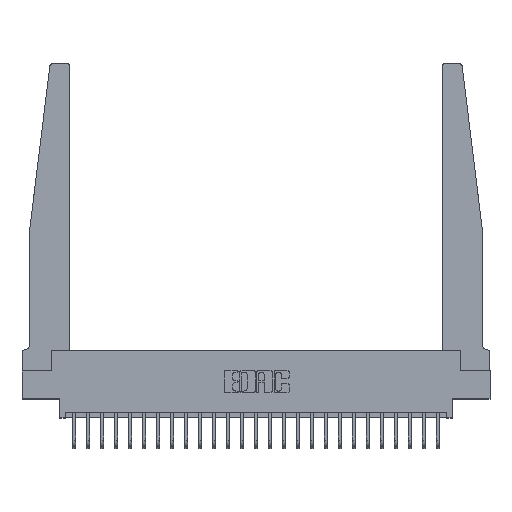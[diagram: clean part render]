
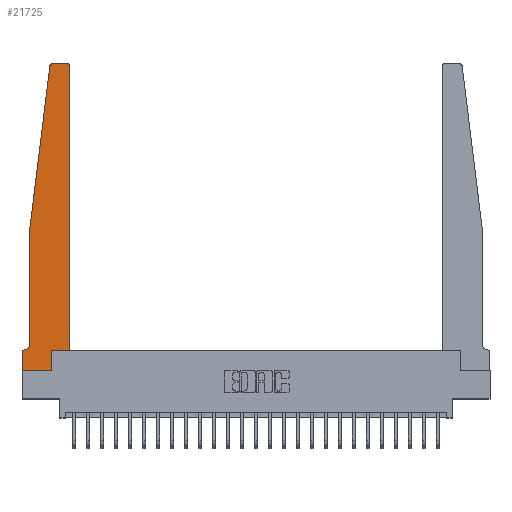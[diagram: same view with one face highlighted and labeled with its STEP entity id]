
A CAD part, top view. The second image highlights one B-rep face of the part: STEP entity #21725.
In plain terms, the highlighted planar face has unit normal (0, 0, 1).
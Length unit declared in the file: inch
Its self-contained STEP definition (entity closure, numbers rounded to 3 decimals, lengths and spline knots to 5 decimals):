
#243 = ORIENTED_EDGE ( 'NONE', *, *, #18017, .T. ) ;
#368 = ORIENTED_EDGE ( 'NONE', *, *, #22004, .T. ) ;
#451 = DIRECTION ( 'NONE',  ( 1., 0., 0. ) ) ;
#527 = VERTEX_POINT ( 'NONE', #13367 ) ;
#554 = DIRECTION ( 'NONE',  ( 0., 0., 1. ) ) ;
#739 = AXIS2_PLACEMENT_3D ( 'NONE', #7087, #6912, #4847 ) ;
#1341 = ORIENTED_EDGE ( 'NONE', *, *, #10457, .T. ) ;
#1484 = CARTESIAN_POINT ( 'NONE',  ( 0., 0.1875, 0.37 ) ) ;
#1651 = DIRECTION ( 'NONE',  ( 1., 0., 0. ) ) ;
#2156 = CARTESIAN_POINT ( 'NONE',  ( 0., 0.1875, 0.37 ) ) ;
#2269 = AXIS2_PLACEMENT_3D ( 'NONE', #1484, #7737, #1651 ) ;
#2611 = CIRCLE ( 'NONE', #4117, 0.05 ) ;
#2666 = LINE ( 'NONE', #12260, #6161 ) ;
#3476 = ORIENTED_EDGE ( 'NONE', *, *, #12428, .T. ) ;
#3553 = PLANE ( 'NONE',  #2269 ) ;
#3991 = DIRECTION ( 'NONE',  ( 0., -1., 0. ) ) ;
#4053 = EDGE_LOOP ( 'NONE', ( #20003, #1341, #13327, #22790, #243, #8693, #26008, #5971, #22321, #6674, #3476, #368 ) ) ;
#4117 = AXIS2_PLACEMENT_3D ( 'NONE', #5607, #7656, #11847 ) ;
#4479 = EDGE_CURVE ( 'NONE', #25077, #527, #19715, .T. ) ;
#4754 = EDGE_CURVE ( 'NONE', #22845, #25077, #7033, .T. ) ;
#4783 = DIRECTION ( 'NONE',  ( 0., -1., 0. ) ) ;
#4847 = DIRECTION ( 'NONE',  ( 1., 0., 0. ) ) ;
#5474 = CARTESIAN_POINT ( 'NONE',  ( 0.065, 1.25, 0.37 ) ) ;
#5607 = CARTESIAN_POINT ( 'NONE',  ( 0.015, 0.2375, 0.37 ) ) ;
#5971 = ORIENTED_EDGE ( 'NONE', *, *, #4754, .T. ) ;
#5980 = DIRECTION ( 'NONE',  ( 1., 0., 0. ) ) ;
#6161 = VECTOR ( 'NONE', #14274, 39.37008 ) ;
#6674 = ORIENTED_EDGE ( 'NONE', *, *, #14276, .T. ) ;
#6828 = VECTOR ( 'NONE', #20761, 39.37008 ) ;
#6912 = DIRECTION ( 'NONE',  ( 0., 0., 1. ) ) ;
#7033 = LINE ( 'NONE', #22800, #11848 ) ;
#7087 = CARTESIAN_POINT ( 'NONE',  ( 0.395, 2.72, 0.37 ) ) ;
#7105 = CARTESIAN_POINT ( 'NONE',  ( 0.015, 0.1875, 0.37 ) ) ;
#7297 = CARTESIAN_POINT ( 'NONE',  ( 0.065, 1.25, 0.37 ) ) ;
#7343 = VERTEX_POINT ( 'NONE', #10033 ) ;
#7656 = DIRECTION ( 'NONE',  ( 0., 0., -1. ) ) ;
#7716 = LINE ( 'NONE', #7998, #23902 ) ;
#7737 = DIRECTION ( 'NONE',  ( 0., 0., 1. ) ) ;
#7998 = CARTESIAN_POINT ( 'NONE',  ( 0.065, 1.25, 0.37 ) ) ;
#8475 = VERTEX_POINT ( 'NONE', #24834 ) ;
#8487 = CARTESIAN_POINT ( 'NONE',  ( 0.065, 0.1875, 0.37 ) ) ;
#8693 = ORIENTED_EDGE ( 'NONE', *, *, #8897, .T. ) ;
#8897 = EDGE_CURVE ( 'NONE', #12068, #24128, #15198, .T. ) ;
#9064 = CARTESIAN_POINT ( 'NONE',  ( 0.395, 2.75, 0.37 ) ) ;
#10033 = CARTESIAN_POINT ( 'NONE',  ( 0.27653, 2.75, 0.37 ) ) ;
#10457 = EDGE_CURVE ( 'NONE', #7343, #20402, #15796, .T. ) ;
#10983 = VECTOR ( 'NONE', #4783, 39.37008 ) ;
#11813 = VERTEX_POINT ( 'NONE', #9064 ) ;
#11847 = DIRECTION ( 'NONE',  ( -1., 0., 0. ) ) ;
#11848 = VECTOR ( 'NONE', #451, 39.37008 ) ;
#12009 = EDGE_CURVE ( 'NONE', #24128, #22845, #23025, .T. ) ;
#12028 = EDGE_CURVE ( 'NONE', #11813, #7343, #12255, .T. ) ;
#12068 = VERTEX_POINT ( 'NONE', #7105 ) ;
#12255 = LINE ( 'NONE', #18810, #6828 ) ;
#12260 = CARTESIAN_POINT ( 'NONE',  ( 0.425, 0.18, 0.37 ) ) ;
#12428 = EDGE_CURVE ( 'NONE', #19855, #12613, #2666, .T. ) ;
#12613 = VERTEX_POINT ( 'NONE', #16697 ) ;
#13327 = ORIENTED_EDGE ( 'NONE', *, *, #23997, .T. ) ;
#13367 = CARTESIAN_POINT ( 'NONE',  ( 0.2605, 0.18, 0.37 ) ) ;
#13666 = DIRECTION ( 'NONE',  ( -0.122, -0.992, 0. ) ) ;
#13801 = FACE_OUTER_BOUND ( 'NONE', #4053, .T. ) ;
#14274 = DIRECTION ( 'NONE',  ( 0., 1., 0. ) ) ;
#14276 = EDGE_CURVE ( 'NONE', #527, #19855, #23862, .T. ) ;
#14617 = DIRECTION ( 'NONE',  ( 1., 0., 0. ) ) ;
#14880 = CARTESIAN_POINT ( 'NONE',  ( 0.2605, 0., 0.37 ) ) ;
#15198 = LINE ( 'NONE', #8487, #25067 ) ;
#15730 = AXIS2_PLACEMENT_3D ( 'NONE', #18689, #554, #14617 ) ;
#15796 = CIRCLE ( 'NONE', #15730, 0.03 ) ;
#16086 = CARTESIAN_POINT ( 'NONE',  ( 0., 0., 0.37 ) ) ;
#16697 = CARTESIAN_POINT ( 'NONE',  ( 0.425, 2.72, 0.37 ) ) ;
#16871 = LINE ( 'NONE', #5474, #18770 ) ;
#16971 = CARTESIAN_POINT ( 'NONE',  ( 0.24675, 2.72367, 0.37 ) ) ;
#18017 = EDGE_CURVE ( 'NONE', #8475, #12068, #2611, .T. ) ;
#18449 = VECTOR ( 'NONE', #5980, 39.37008 ) ;
#18689 = CARTESIAN_POINT ( 'NONE',  ( 0.27653, 2.72, 0.37 ) ) ;
#18770 = VECTOR ( 'NONE', #13666, 39.37008 ) ;
#18810 = CARTESIAN_POINT ( 'NONE',  ( 0.25, 2.75, 0.37 ) ) ;
#18900 = CARTESIAN_POINT ( 'NONE',  ( 0., 0., 0.37 ) ) ;
#19715 = LINE ( 'NONE', #22253, #22933 ) ;
#19855 = VERTEX_POINT ( 'NONE', #21470 ) ;
#19897 = CARTESIAN_POINT ( 'NONE',  ( 0.425, 0.18, 0.37 ) ) ;
#20003 = ORIENTED_EDGE ( 'NONE', *, *, #12028, .T. ) ;
#20402 = VERTEX_POINT ( 'NONE', #16971 ) ;
#20711 = DIRECTION ( 'NONE',  ( -1., 0., 0. ) ) ;
#20761 = DIRECTION ( 'NONE',  ( -1., 0., 0. ) ) ;
#20813 = DIRECTION ( 'NONE',  ( 0., 1., 0. ) ) ;
#21470 = CARTESIAN_POINT ( 'NONE',  ( 0.425, 0.18, 0.37 ) ) ;
#21560 = VERTEX_POINT ( 'NONE', #7297 ) ;
#21725 = ADVANCED_FACE ( 'NONE', ( #13801 ), #3553, .T. ) ;
#22004 = EDGE_CURVE ( 'NONE', #12613, #11813, #23042, .T. ) ;
#22253 = CARTESIAN_POINT ( 'NONE',  ( 0.2605, 0.18, 0.37 ) ) ;
#22321 = ORIENTED_EDGE ( 'NONE', *, *, #4479, .T. ) ;
#22790 = ORIENTED_EDGE ( 'NONE', *, *, #23401, .T. ) ;
#22800 = CARTESIAN_POINT ( 'NONE',  ( 0., 0., 0.37 ) ) ;
#22845 = VERTEX_POINT ( 'NONE', #16086 ) ;
#22933 = VECTOR ( 'NONE', #20813, 39.37008 ) ;
#23025 = LINE ( 'NONE', #18900, #10983 ) ;
#23042 = CIRCLE ( 'NONE', #739, 0.03 ) ;
#23401 = EDGE_CURVE ( 'NONE', #21560, #8475, #7716, .T. ) ;
#23862 = LINE ( 'NONE', #19897, #18449 ) ;
#23902 = VECTOR ( 'NONE', #3991, 39.37008 ) ;
#23997 = EDGE_CURVE ( 'NONE', #20402, #21560, #16871, .T. ) ;
#24128 = VERTEX_POINT ( 'NONE', #2156 ) ;
#24834 = CARTESIAN_POINT ( 'NONE',  ( 0.065, 0.2375, 0.37 ) ) ;
#25067 = VECTOR ( 'NONE', #20711, 39.37008 ) ;
#25077 = VERTEX_POINT ( 'NONE', #14880 ) ;
#26008 = ORIENTED_EDGE ( 'NONE', *, *, #12009, .T. ) ;
